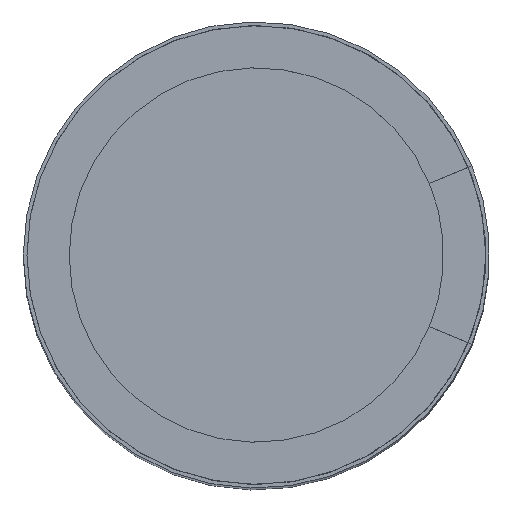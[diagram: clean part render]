
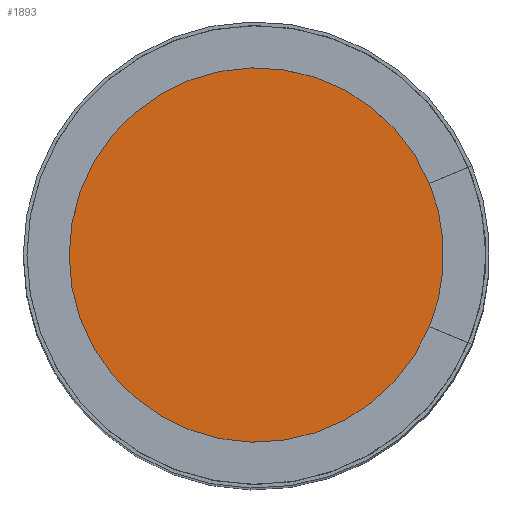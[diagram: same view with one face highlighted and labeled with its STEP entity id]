
A CAD part, top view. The second image highlights one B-rep face of the part: STEP entity #1893.
In plain terms, the highlighted planar face has unit normal (0, 0, 1).
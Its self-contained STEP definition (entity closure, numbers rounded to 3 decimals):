
#1893 = ADVANCED_FACE('',(#1894),#1907,.T.);
#1894 = FACE_BOUND('',#1895,.T.);
#1895 = EDGE_LOOP('',(#1896));
#1896 = ORIENTED_EDGE('',*,*,#1897,.F.);
#1897 = EDGE_CURVE('',#1898,#1898,#1900,.T.);
#1898 = VERTEX_POINT('',#1899);
#1899 = CARTESIAN_POINT('',(6.25,0.,16.98));
#1900 = SURFACE_CURVE('',#1901,(#1906,#1922),.PCURVE_S1.);
#1901 = CIRCLE('',#1902,6.25);
#1902 = AXIS2_PLACEMENT_3D('',#1903,#1904,#1905);
#1903 = CARTESIAN_POINT('',(0.,0.,16.98));
#1904 = DIRECTION('',(0.,0.,-1.));
#1905 = DIRECTION('',(1.,0.,0.));
#1906 = PCURVE('',#1907,#1912);
#1907 = PLANE('',#1908);
#1908 = AXIS2_PLACEMENT_3D('',#1909,#1910,#1911);
#1909 = CARTESIAN_POINT('',(6.875,6.875,16.98));
#1910 = DIRECTION('',(0.,0.,1.));
#1911 = DIRECTION('',(-1.,0.,0.));
#1912 = DEFINITIONAL_REPRESENTATION('',(#1913),#1921);
#1913 = ( BOUNDED_CURVE() B_SPLINE_CURVE(2,(#1914,#1915,#1916,#1917,
#1918,#1919,#1920),.UNSPECIFIED.,.T.,.F.) B_SPLINE_CURVE_WITH_KNOTS((1,2
    ,2,2,2,1),(-2.094,0.,2.094,4.189,
6.283,8.378),.UNSPECIFIED.) CURVE() 
GEOMETRIC_REPRESENTATION_ITEM() RATIONAL_B_SPLINE_CURVE((1.,0.5,1.,0.5,
1.,0.5,1.)) REPRESENTATION_ITEM('') );
#1914 = CARTESIAN_POINT('',(0.625,6.875));
#1915 = CARTESIAN_POINT('',(0.625,17.7));
#1916 = CARTESIAN_POINT('',(10.,12.288));
#1917 = CARTESIAN_POINT('',(19.375,6.875));
#1918 = CARTESIAN_POINT('',(10.,1.462));
#1919 = CARTESIAN_POINT('',(0.625,-3.95));
#1920 = CARTESIAN_POINT('',(0.625,6.875));
#1921 = ( GEOMETRIC_REPRESENTATION_CONTEXT(2) 
PARAMETRIC_REPRESENTATION_CONTEXT() REPRESENTATION_CONTEXT('2D SPACE',''
  ) );
#1922 = PCURVE('',#1923,#1928);
#1923 = CYLINDRICAL_SURFACE('',#1924,6.25);
#1924 = AXIS2_PLACEMENT_3D('',#1925,#1926,#1927);
#1925 = CARTESIAN_POINT('',(0.,0.,18.364)
  );
#1926 = DIRECTION('',(0.,0.,-1.));
#1927 = DIRECTION('',(1.,0.,0.));
#1928 = DEFINITIONAL_REPRESENTATION('',(#1929),#1955);
#1929 = B_SPLINE_CURVE_WITH_KNOTS('',3,(#1930,#1931,#1932,#1933,#1934,
    #1935,#1936,#1937,#1938,#1939,#1940,#1941,#1942,#1943,#1944,#1945,
    #1946,#1947,#1948,#1949,#1950,#1951,#1952,#1953,#1954),
  .UNSPECIFIED.,.F.,.F.,(4,1,1,1,1,1,1,1,1,1,1,1,1,1,1,1,1,1,1,1,1,1,4),
  (0.,0.286,0.571,0.857,1.142,
    1.428,1.714,1.999,2.285,
    2.57,2.856,3.142,3.427,
    3.713,3.998,4.284,4.57,
    4.855,5.141,5.426,5.712,
    5.998,6.283),.UNSPECIFIED.);
#1930 = CARTESIAN_POINT('',(0.,1.384));
#1931 = CARTESIAN_POINT('',(0.095,1.384));
#1932 = CARTESIAN_POINT('',(0.286,1.384));
#1933 = CARTESIAN_POINT('',(0.571,1.384));
#1934 = CARTESIAN_POINT('',(0.857,1.384));
#1935 = CARTESIAN_POINT('',(1.142,1.384));
#1936 = CARTESIAN_POINT('',(1.428,1.384));
#1937 = CARTESIAN_POINT('',(1.714,1.384));
#1938 = CARTESIAN_POINT('',(1.999,1.384));
#1939 = CARTESIAN_POINT('',(2.285,1.384));
#1940 = CARTESIAN_POINT('',(2.57,1.384));
#1941 = CARTESIAN_POINT('',(2.856,1.384));
#1942 = CARTESIAN_POINT('',(3.142,1.384));
#1943 = CARTESIAN_POINT('',(3.427,1.384));
#1944 = CARTESIAN_POINT('',(3.713,1.384));
#1945 = CARTESIAN_POINT('',(3.998,1.384));
#1946 = CARTESIAN_POINT('',(4.284,1.384));
#1947 = CARTESIAN_POINT('',(4.57,1.384));
#1948 = CARTESIAN_POINT('',(4.855,1.384));
#1949 = CARTESIAN_POINT('',(5.141,1.384));
#1950 = CARTESIAN_POINT('',(5.426,1.384));
#1951 = CARTESIAN_POINT('',(5.712,1.384));
#1952 = CARTESIAN_POINT('',(5.998,1.384));
#1953 = CARTESIAN_POINT('',(6.188,1.384));
#1954 = CARTESIAN_POINT('',(6.283,1.384));
#1955 = ( GEOMETRIC_REPRESENTATION_CONTEXT(2) 
PARAMETRIC_REPRESENTATION_CONTEXT() REPRESENTATION_CONTEXT('2D SPACE',''
  ) );
